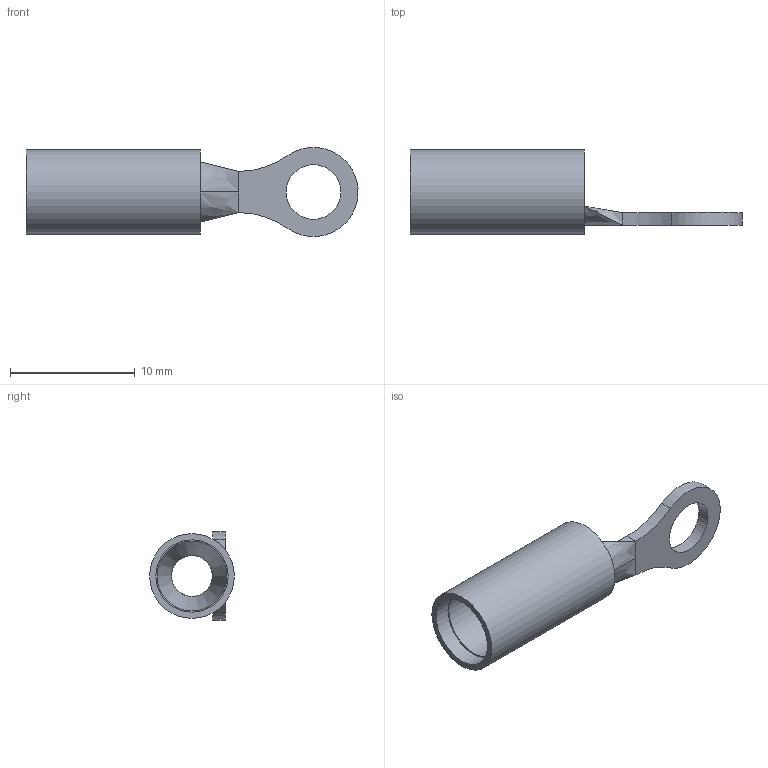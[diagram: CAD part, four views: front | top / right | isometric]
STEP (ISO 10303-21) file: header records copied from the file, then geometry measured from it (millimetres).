
FILE_DESCRIPTION( ( 'STEP AP214' ), '1' );
FILE_NAME( 'psolqas_15040_40.stp', '2020-05-07T18:34:11', ( 'License CC BY-ND 4.0' ), ( 'CADENAS' ), ' ', 'PARTsolutions', ' ' );
FILE_SCHEMA( ( 'AUTOMOTIVE_DESIGN { 1 0 10303 214 1 1 1 1 }' ) );
Length unit declared in the file: metre
Products named in the file (1): 1
Bounding box: 26.67 x 6.8 x 7.13 mm (x, y, z)
Volume: 336.8 mm3; surface area: 665 mm2
Topology: 1 solids, 1 shells, 20 faces, 44 edges, 27 vertices
Faces by surface type: cylinder 8, bspline 6, plane 5, cone 1
Full cylindrical faces by diameter (mm): 3.3 x1, 4.39 x1, 5.6 x1, 5.8 x1, 6.8 x1
Entity records: 659 total; most frequent: CARTESIAN_POINT 244, DIRECTION 78, ORIENTED_EDGE 72, EDGE_CURVE 36, AXIS2_PLACEMENT_3D 31, EDGE_LOOP 31, FACE_OUTER_BOUND 25, VERTEX_POINT 25
